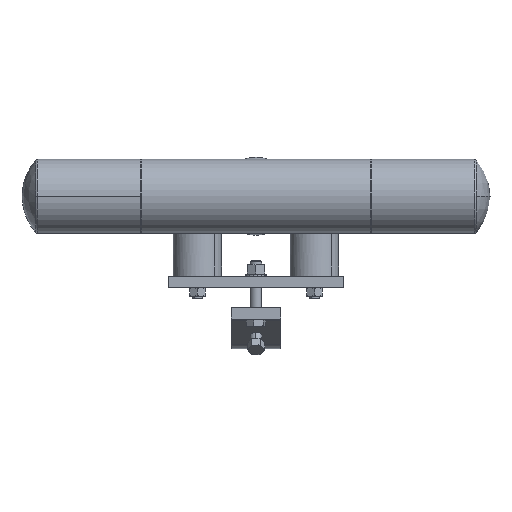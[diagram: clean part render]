
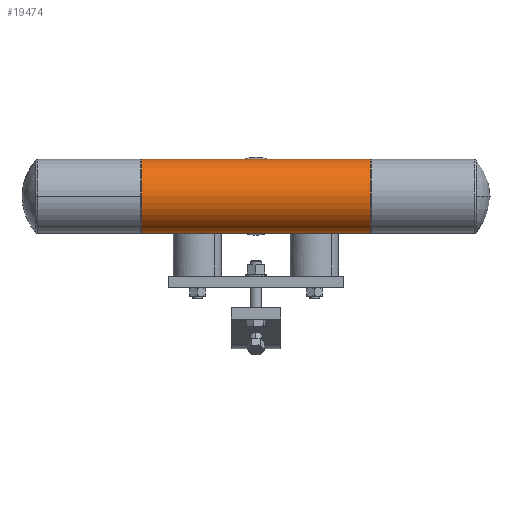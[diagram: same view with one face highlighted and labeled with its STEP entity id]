
A CAD part, front view. The second image highlights one B-rep face of the part: STEP entity #19474.
In plain terms, the highlighted cylindrical face has radius 38 mm (diameter 76 mm), a partial arc.
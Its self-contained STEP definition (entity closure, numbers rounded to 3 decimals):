
#4527 = LINE ( 'NONE', #21503, #4529 ) ;
#4529 = VECTOR ( 'NONE', #21513, 1000. ) ;
#4674 = FACE_OUTER_BOUND ( 'NONE', #15866, .T. ) ;
#4682 = CYLINDRICAL_SURFACE ( 'NONE', #14261, 38. ) ;
#5131 = ORIENTED_EDGE ( 'NONE', *, *, #17294, .T. ) ;
#5169 = ORIENTED_EDGE ( 'NONE', *, *, #7809, .T. ) ;
#5229 = ORIENTED_EDGE ( 'NONE', *, *, #7909, .T. ) ;
#5346 = ORIENTED_EDGE ( 'NONE', *, *, #7862, .F. ) ;
#5689 = CIRCLE ( 'NONE', #8611, 38. ) ;
#5751 = VECTOR ( 'NONE', #12769, 1000. ) ;
#5753 = LINE ( 'NONE', #11946, #5751 ) ;
#5786 = CIRCLE ( 'NONE', #8593, 38. ) ;
#6462 = CARTESIAN_POINT ( 'NONE',  ( -117.9, 0., 0. ) ) ;
#6468 = DIRECTION ( 'NONE',  ( 1., 0., 0. ) ) ;
#6469 = DIRECTION ( 'NONE',  ( 0., 0., -1. ) ) ;
#7809 = EDGE_CURVE ( 'NONE', #16162, #16280, #5786, .T. ) ;
#7862 = EDGE_CURVE ( 'NONE', #16162, #16305, #5753, .T. ) ;
#7909 = EDGE_CURVE ( 'NONE', #16193, #16305, #5689, .T. ) ;
#8593 = AXIS2_PLACEMENT_3D ( 'NONE', #12752, #12334, #12248 ) ;
#8611 = AXIS2_PLACEMENT_3D ( 'NONE', #6462, #6468, #6469 ) ;
#9820 = DIRECTION ( 'NONE',  ( 0., 0., 1. ) ) ;
#9822 = DIRECTION ( 'NONE',  ( -1., 0., 0. ) ) ;
#9830 = CARTESIAN_POINT ( 'NONE',  ( 0., 0., 0. ) ) ;
#11946 = CARTESIAN_POINT ( 'NONE',  ( 0., 0., -38. ) ) ;
#12248 = DIRECTION ( 'NONE',  ( 0., 0., 1. ) ) ;
#12334 = DIRECTION ( 'NONE',  ( -1., 0., 0. ) ) ;
#12752 = CARTESIAN_POINT ( 'NONE',  ( 117.9, 0., 0. ) ) ;
#12769 = DIRECTION ( 'NONE',  ( -1., 0., 0. ) ) ;
#14261 = AXIS2_PLACEMENT_3D ( 'NONE', #9830, #9822, #9820 ) ;
#15866 = EDGE_LOOP ( 'NONE', ( #5346, #5169, #5131, #5229 ) ) ;
#16162 = VERTEX_POINT ( 'NONE', #21133 ) ;
#16193 = VERTEX_POINT ( 'NONE', #21164 ) ;
#16280 = VERTEX_POINT ( 'NONE', #21251 ) ;
#16305 = VERTEX_POINT ( 'NONE', #21276 ) ;
#17294 = EDGE_CURVE ( 'NONE', #16280, #16193, #4527, .T. ) ;
#19474 = ADVANCED_FACE ( 'NONE', ( #4674 ), #4682, .T. ) ;
#21133 = CARTESIAN_POINT ( 'NONE',  ( 117.9, 0., -38. ) ) ;
#21164 = CARTESIAN_POINT ( 'NONE',  ( -117.9, 0., 38. ) ) ;
#21251 = CARTESIAN_POINT ( 'NONE',  ( 117.9, 0., 38. ) ) ;
#21276 = CARTESIAN_POINT ( 'NONE',  ( -117.9, 0., -38. ) ) ;
#21503 = CARTESIAN_POINT ( 'NONE',  ( 0., 0., 38. ) ) ;
#21513 = DIRECTION ( 'NONE',  ( -1., 0., 0. ) ) ;
